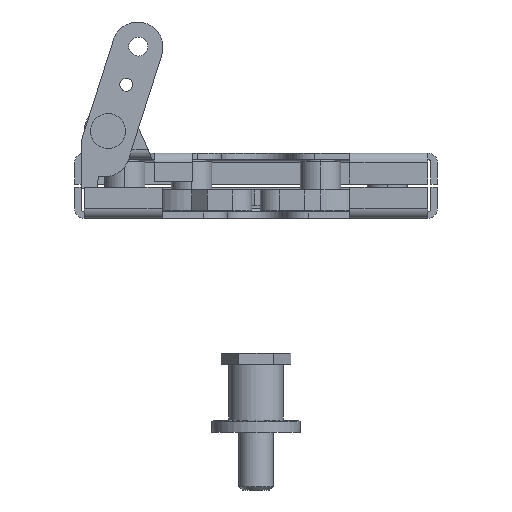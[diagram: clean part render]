
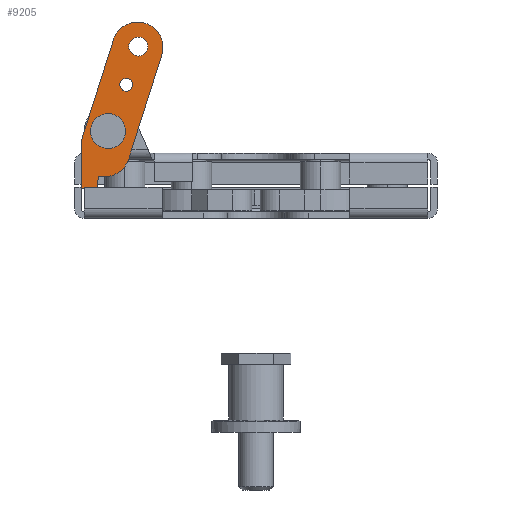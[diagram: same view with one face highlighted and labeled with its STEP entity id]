
A CAD part, left-side view. The second image highlights one B-rep face of the part: STEP entity #9205.
In plain terms, the highlighted planar face has unit normal (-1, 0, 0).
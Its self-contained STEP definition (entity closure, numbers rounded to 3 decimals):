
#3476 = CARTESIAN_POINT ( 'NONE',  ( -1.5, -8.476, 29.601 ) ) ;
#3477 = DIRECTION ( 'NONE',  ( 0., 0., 1. ) ) ;
#3478 = DIRECTION ( 'NONE',  ( 1., 0., 0. ) ) ;
#3479 = CARTESIAN_POINT ( 'NONE',  ( -1.5, -8.476, 26.601 ) ) ;
#3480 = AXIS2_PLACEMENT_3D ( 'NONE', #3479, #3478, #3477 ) ;
#3481 = CIRCLE ( 'NONE', #3480, 3. ) ;
#3482 = CARTESIAN_POINT ( 'NONE',  ( -1.5, -8.476, 23.601 ) ) ;
#3500 = CARTESIAN_POINT ( 'NONE',  ( -1.5, 1.024, 3.5 ) ) ;
#3501 = DIRECTION ( 'NONE',  ( 0., 0., -1. ) ) ;
#3502 = DIRECTION ( 'NONE',  ( 1., 0., 0. ) ) ;
#3503 = CARTESIAN_POINT ( 'NONE',  ( -1.5, 1.024, 0. ) ) ;
#3504 = AXIS2_PLACEMENT_3D ( 'NONE', #3503, #3502, #3501 ) ;
#3505 = CIRCLE ( 'NONE', #3504, 3.5 ) ;
#3562 = CARTESIAN_POINT ( 'NONE',  ( -1.5, -8.259, 34.318 ) ) ;
#3567 = DIRECTION ( 'NONE',  ( 0., 0., 1. ) ) ;
#3568 = DIRECTION ( 'NONE',  ( 1., 0., 0. ) ) ;
#3569 = CARTESIAN_POINT ( 'NONE',  ( -1.5, -8.259, 26.318 ) ) ;
#3570 = AXIS2_PLACEMENT_3D ( 'NONE', #3569, #3568, #3567 ) ;
#3571 = CIRCLE ( 'NONE', #3570, 8. ) ;
#3572 = CARTESIAN_POINT ( 'NONE',  ( -1.5, -16.019, 24.373 ) ) ;
#3586 = CARTESIAN_POINT ( 'NONE',  ( -1.5, -4.65, 16.581 ) ) ;
#3600 = DIRECTION ( 'NONE',  ( 0., 0., 1. ) ) ;
#3601 = DIRECTION ( 'NONE',  ( 1., 0., 0. ) ) ;
#3602 = CARTESIAN_POINT ( 'NONE',  ( -1.5, -4.65, 14.581 ) ) ;
#3603 = AXIS2_PLACEMENT_3D ( 'NONE', #3602, #3601, #3600 ) ;
#3604 = CIRCLE ( 'NONE', #3603, 2. ) ;
#3605 = CARTESIAN_POINT ( 'NONE',  ( -1.5, -4.65, 12.581 ) ) ;
#3623 = CARTESIAN_POINT ( 'NONE',  ( -1.5, 1.024, -3.5 ) ) ;
#3673 = DIRECTION ( 'NONE',  ( 0., 0., 1. ) ) ;
#3674 = DIRECTION ( 'NONE',  ( -1., 0., 0. ) ) ;
#3675 = CARTESIAN_POINT ( 'NONE',  ( -1.5, 2.165, -6.341 ) ) ;
#3676 = AXIS2_PLACEMENT_3D ( 'NONE', #3675, #3674, #3673 ) ;
#3677 = PLANE ( 'NONE',  #3676 ) ;
#3678 = FACE_BOUND ( 'NONE', #5221, .T. ) ;
#3679 = FACE_BOUND ( 'NONE', #5224, .T. ) ;
#3680 = FACE_OUTER_BOUND ( 'NONE', #9202, .T. ) ;
#3681 = FACE_BOUND ( 'NONE', #9193, .T. ) ;
#3682 = DIRECTION ( 'NONE',  ( 0., 0., 1. ) ) ;
#3683 = DIRECTION ( 'NONE',  ( 1., 0., 0. ) ) ;
#3684 = AXIS2_PLACEMENT_3D ( 'NONE', #3689, #3683, #3682 ) ;
#3685 = CIRCLE ( 'NONE', #3684, 2. ) ;
#3689 = CARTESIAN_POINT ( 'NONE',  ( -1.5, -4.65, 14.581 ) ) ;
#5191 = ORIENTED_EDGE ( 'NONE', *, *, #5194, .F. ) ;
#5192 = VERTEX_POINT ( 'NONE', #8062 ) ;
#5193 = ORIENTED_EDGE ( 'NONE', *, *, #5195, .F. ) ;
#5194 = EDGE_CURVE ( 'NONE', #5201, #5200, #8061, .T. ) ;
#5195 = EDGE_CURVE ( 'NONE', #7948, #5199, #8057, .T. ) ;
#5196 = ORIENTED_EDGE ( 'NONE', *, *, #5207, .F. ) ;
#5197 = EDGE_CURVE ( 'NONE', #5199, #5206, #8053, .T. ) ;
#5198 = ORIENTED_EDGE ( 'NONE', *, *, #5197, .F. ) ;
#5199 = VERTEX_POINT ( 'NONE', #8048 ) ;
#5200 = VERTEX_POINT ( 'NONE', #8047 ) ;
#5201 = VERTEX_POINT ( 'NONE', #8110 ) ;
#5202 = EDGE_CURVE ( 'NONE', #5203, #7952, #8109, .T. ) ;
#5203 = VERTEX_POINT ( 'NONE', #8104 ) ;
#5204 = ORIENTED_EDGE ( 'NONE', *, *, #7949, .F. ) ;
#5205 = ORIENTED_EDGE ( 'NONE', *, *, #5202, .F. ) ;
#5206 = VERTEX_POINT ( 'NONE', #8103 ) ;
#5207 = EDGE_CURVE ( 'NONE', #5206, #5192, #8102, .T. ) ;
#5208 = EDGE_CURVE ( 'NONE', #5192, #5201, #8098, .T. ) ;
#5211 = ORIENTED_EDGE ( 'NONE', *, *, #5208, .F. ) ;
#5215 = ORIENTED_EDGE ( 'NONE', *, *, #7921, .T. ) ;
#5216 = EDGE_CURVE ( 'NONE', #7919, #7922, #8090, .T. ) ;
#5218 = ORIENTED_EDGE ( 'NONE', *, *, #7909, .T. ) ;
#5221 = EDGE_LOOP ( 'NONE', ( #5215, #5234 ) ) ;
#5223 = ORIENTED_EDGE ( 'NONE', *, *, #5225, .T. ) ;
#5224 = EDGE_LOOP ( 'NONE', ( #5218, #5223 ) ) ;
#5225 = EDGE_CURVE ( 'NONE', #7983, #7910, #8084, .T. ) ;
#5234 = ORIENTED_EDGE ( 'NONE', *, *, #5216, .T. ) ;
#5237 = EDGE_CURVE ( 'NONE', #5200, #5203, #8141, .T. ) ;
#5309 = ORIENTED_EDGE ( 'NONE', *, *, #5237, .F. ) ;
#7909 = EDGE_CURVE ( 'NONE', #7910, #7983, #3505, .T. ) ;
#7910 = VERTEX_POINT ( 'NONE', #3500 ) ;
#7919 = VERTEX_POINT ( 'NONE', #3482 ) ;
#7921 = EDGE_CURVE ( 'NONE', #7922, #7919, #3481, .T. ) ;
#7922 = VERTEX_POINT ( 'NONE', #3476 ) ;
#7948 = VERTEX_POINT ( 'NONE', #3572 ) ;
#7949 = EDGE_CURVE ( 'NONE', #7952, #7948, #3571, .T. ) ;
#7952 = VERTEX_POINT ( 'NONE', #3562 ) ;
#7962 = VERTEX_POINT ( 'NONE', #3605 ) ;
#7964 = EDGE_CURVE ( 'NONE', #7972, #7962, #3604, .T. ) ;
#7972 = VERTEX_POINT ( 'NONE', #3586 ) ;
#7983 = VERTEX_POINT ( 'NONE', #3623 ) ;
#8047 = CARTESIAN_POINT ( 'NONE',  ( -1.5, 9.524, -3.169 ) ) ;
#8048 = CARTESIAN_POINT ( 'NONE',  ( -1.5, -5.352, -9.077 ) ) ;
#8049 = DIRECTION ( 'NONE',  ( 0., 0., 1. ) ) ;
#8050 = DIRECTION ( 'NONE',  ( 1., 0., 0. ) ) ;
#8051 = CARTESIAN_POINT ( 'NONE',  ( -1.5, 2.165, -6.341 ) ) ;
#8052 = AXIS2_PLACEMENT_3D ( 'NONE', #8051, #8050, #8049 ) ;
#8053 = CIRCLE ( 'NONE', #8052, 8. ) ;
#8054 = DIRECTION ( 'NONE',  ( 0., 0.304, -0.953 ) ) ;
#8055 = VECTOR ( 'NONE', #8054, 1000. ) ;
#8056 = CARTESIAN_POINT ( 'NONE',  ( -1.5, -5.352, -9.077 ) ) ;
#8057 = LINE ( 'NONE', #8056, #8055 ) ;
#8058 = DIRECTION ( 'NONE',  ( 0., 0., 1. ) ) ;
#8059 = VECTOR ( 'NONE', #8058, 1000. ) ;
#8060 = CARTESIAN_POINT ( 'NONE',  ( -1.5, 9.524, -3.169 ) ) ;
#8061 = LINE ( 'NONE', #8060, #8059 ) ;
#8062 = CARTESIAN_POINT ( 'NONE',  ( -1.5, 4.524, -18.169 ) ) ;
#8080 = DIRECTION ( 'NONE',  ( 0., 0., -1. ) ) ;
#8081 = DIRECTION ( 'NONE',  ( 1., 0., 0. ) ) ;
#8082 = CARTESIAN_POINT ( 'NONE',  ( -1.5, 1.024, 0. ) ) ;
#8083 = AXIS2_PLACEMENT_3D ( 'NONE', #8082, #8081, #8080 ) ;
#8084 = CIRCLE ( 'NONE', #8083, 3.5 ) ;
#8086 = DIRECTION ( 'NONE',  ( 0., 0., 1. ) ) ;
#8087 = DIRECTION ( 'NONE',  ( 1., 0., 0. ) ) ;
#8088 = CARTESIAN_POINT ( 'NONE',  ( -1.5, -8.476, 26.601 ) ) ;
#8089 = AXIS2_PLACEMENT_3D ( 'NONE', #8088, #8087, #8086 ) ;
#8090 = CIRCLE ( 'NONE', #8089, 3. ) ;
#8095 = DIRECTION ( 'NONE',  ( 0., 1., 0. ) ) ;
#8096 = VECTOR ( 'NONE', #8095, 1000. ) ;
#8097 = CARTESIAN_POINT ( 'NONE',  ( -1.5, 4.524, -18.169 ) ) ;
#8098 = LINE ( 'NONE', #8097, #8096 ) ;
#8099 = DIRECTION ( 'NONE',  ( 0., 0.118, -0.993 ) ) ;
#8100 = VECTOR ( 'NONE', #8099, 1000. ) ;
#8101 = CARTESIAN_POINT ( 'NONE',  ( -1.5, 4.524, -18.169 ) ) ;
#8102 = LINE ( 'NONE', #8101, #8100 ) ;
#8103 = CARTESIAN_POINT ( 'NONE',  ( -1.5, 4.043, -14.117 ) ) ;
#8104 = CARTESIAN_POINT ( 'NONE',  ( -1.5, -0.806, 29.224 ) ) ;
#8105 = DIRECTION ( 'NONE',  ( 0., 0., 1. ) ) ;
#8106 = DIRECTION ( 'NONE',  ( 1., 0., 0. ) ) ;
#8107 = CARTESIAN_POINT ( 'NONE',  ( -1.5, -8.259, 26.318 ) ) ;
#8108 = AXIS2_PLACEMENT_3D ( 'NONE', #8107, #8106, #8105 ) ;
#8109 = CIRCLE ( 'NONE', #8108, 8. ) ;
#8110 = CARTESIAN_POINT ( 'NONE',  ( -1.5, 9.524, -18.169 ) ) ;
#8138 = DIRECTION ( 'NONE',  ( 0., -0.304, 0.953 ) ) ;
#8139 = VECTOR ( 'NONE', #8138, 1000. ) ;
#8140 = CARTESIAN_POINT ( 'NONE',  ( -1.5, 9.524, -3.169 ) ) ;
#8141 = LINE ( 'NONE', #8140, #8139 ) ;
#9193 = EDGE_LOOP ( 'NONE', ( #9203, #9204 ) ) ;
#9200 = EDGE_CURVE ( 'NONE', #7962, #7972, #3685, .T. ) ;
#9202 = EDGE_LOOP ( 'NONE', ( #5191, #5211, #5196, #5198, #5193, #5204, #5205, #5309 ) ) ;
#9203 = ORIENTED_EDGE ( 'NONE', *, *, #7964, .T. ) ;
#9204 = ORIENTED_EDGE ( 'NONE', *, *, #9200, .T. ) ;
#9205 = ADVANCED_FACE ( 'NONE', ( #3681, #3680, #3679, #3678 ), #3677, .T. ) ;
